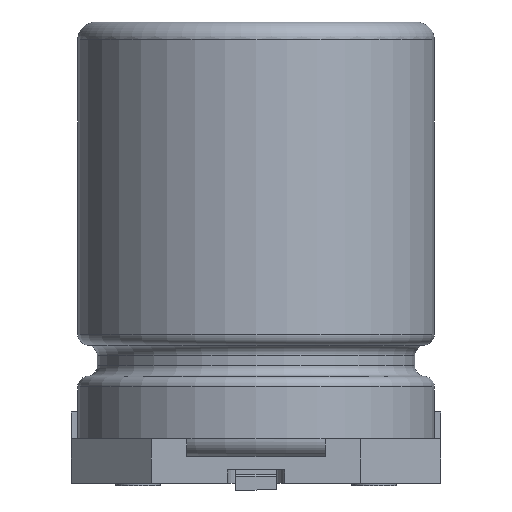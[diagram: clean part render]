
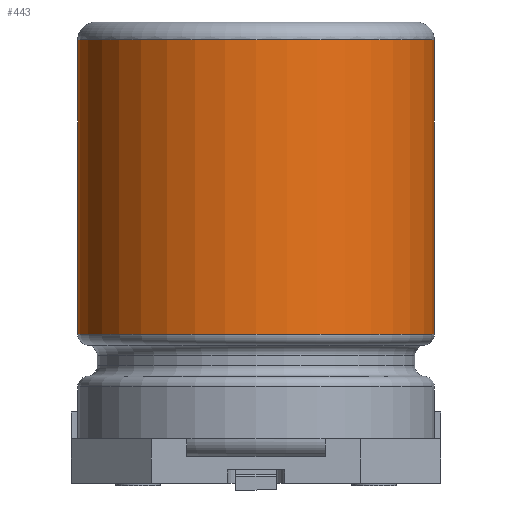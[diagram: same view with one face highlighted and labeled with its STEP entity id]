
A CAD part, front view. The second image highlights one B-rep face of the part: STEP entity #443.
In plain terms, the highlighted cylindrical face has radius 4 mm (diameter 8 mm), a full revolution.
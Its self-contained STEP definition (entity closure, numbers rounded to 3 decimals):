
#443 = ADVANCED_FACE( '', ( #1056, #1057 ), #1058, .T. );
#1056 = FACE_OUTER_BOUND( '', #1853, .T. );
#1057 = FACE_OUTER_BOUND( '', #1854, .T. );
#1058 = CYLINDRICAL_SURFACE( '', #1855, 4. );
#1853 = EDGE_LOOP( '', ( #3121 ) );
#1854 = EDGE_LOOP( '', ( #3122 ) );
#1855 = AXIS2_PLACEMENT_3D( '', #3123, #3124, #3125 );
#3121 = ORIENTED_EDGE( '', *, *, #5255, .T. );
#3122 = ORIENTED_EDGE( '', *, *, #5256, .T. );
#3123 = CARTESIAN_POINT( '', ( 0., 0., 9.9 ) );
#3124 = DIRECTION( '', ( 0., 0., -1. ) );
#3125 = DIRECTION( '', ( 1., 0., 0. ) );
#5255 = EDGE_CURVE( '', #6408, #6408, #6409, .T. );
#5256 = EDGE_CURVE( '', #6410, #6410, #6411, .T. );
#6408 = VERTEX_POINT( '', #8242 );
#6409 = CIRCLE( '', #8243, 4. );
#6410 = VERTEX_POINT( '', #8244 );
#6411 = CIRCLE( '', #8245, 4. );
#8242 = CARTESIAN_POINT( '', ( -4., 0., 9.35 ) );
#8243 = AXIS2_PLACEMENT_3D( '', #9702, #9703, #9704 );
#8244 = CARTESIAN_POINT( '', ( 4., 0., 2.74 ) );
#8245 = AXIS2_PLACEMENT_3D( '', #9705, #9706, #9707 );
#9702 = CARTESIAN_POINT( '', ( 0., 0., 9.35 ) );
#9703 = DIRECTION( '', ( 0., 0., -1. ) );
#9704 = DIRECTION( '', ( -1., 0., 0. ) );
#9705 = CARTESIAN_POINT( '', ( 0., 0., 2.74 ) );
#9706 = DIRECTION( '', ( 0., 0., 1. ) );
#9707 = DIRECTION( '', ( 1., 0., 0. ) );
